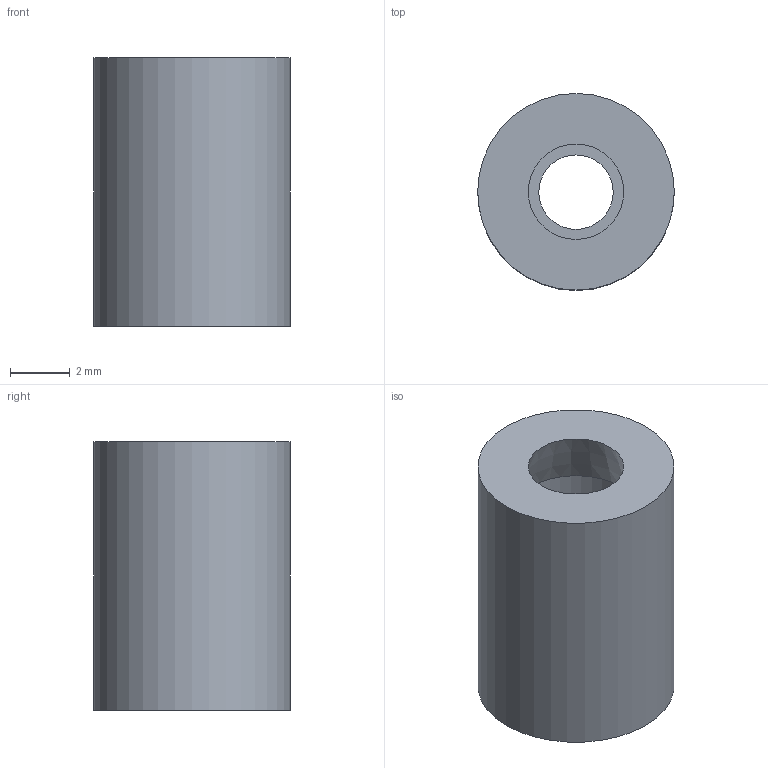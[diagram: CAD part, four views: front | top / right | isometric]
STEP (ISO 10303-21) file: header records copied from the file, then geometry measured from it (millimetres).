
FILE_DESCRIPTION(/* description */ (''),/* implementation_level */ '2;1');
FILE_NAME(/* name */ 'Schraubfuss M2 lang v5.step',/* time_stamp */ '2022-12-15T11:14:55+01:00',/* author */ (''),/* organization */ (''),/* preprocessor_version */ 'ST-DEVELOPER v19.2',/* originating_system */ 'Autodesk Translation Framework v11.17.0.187',/* authorisation */ '');
FILE_SCHEMA (('AUTOMOTIVE_DESIGN { 1 0 10303 214 3 1 1 }'));
Length unit declared in the file: millimetre
Products named in the file (2): Schraubfuss M2 lang; lang2
Assembly tree (1 placements, depth 2):
  Schraubfuss M2 lang
    lang2
Bounding box: 6.6 x 6.6 x 9 mm (x, y, z)
Volume: 201.4 mm3; surface area: 360.1 mm2
Topology: 1 solids, 1 shells, 7 faces, 11 edges, 7 vertices
Faces by surface type: cylinder 3, plane 3, cone 1
Full cylindrical faces by diameter (mm): 2.5 x1, 4.2 x1, 6.6 x1
Entity records: 221 total; most frequent: DIRECTION 38, CARTESIAN_POINT 28, ORIENTED_EDGE 22, AXIS2_PLACEMENT_3D 17, EDGE_CURVE 11, EDGE_LOOP 10, FACE_OUTER_BOUND 7, CIRCLE 7
